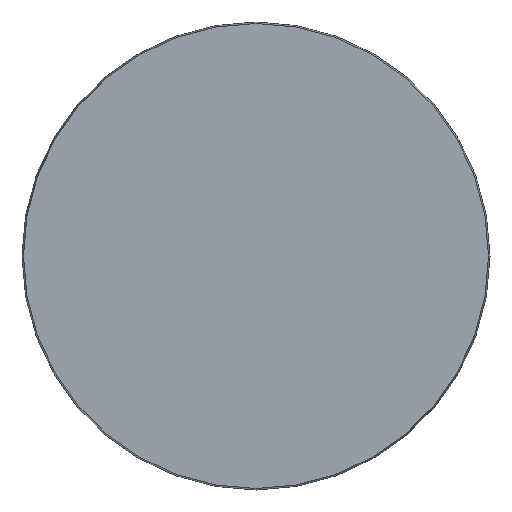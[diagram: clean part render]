
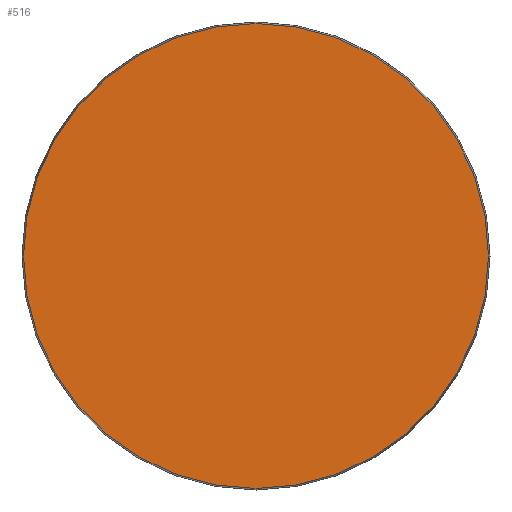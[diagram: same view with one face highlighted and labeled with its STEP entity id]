
A CAD part, front view. The second image highlights one B-rep face of the part: STEP entity #516.
In plain terms, the highlighted planar face has unit normal (0, -1, 0).
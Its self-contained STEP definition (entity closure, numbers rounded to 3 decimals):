
#1 = DIRECTION ( 'NONE',  ( 0., -1., 0. ) ) ;
#40 = CIRCLE ( 'NONE', #132, 88.425 ) ;
#132 = AXIS2_PLACEMENT_3D ( 'NONE', #575, #1, #233 ) ;
#190 = VERTEX_POINT ( 'NONE', #417 ) ;
#213 = CARTESIAN_POINT ( 'NONE',  ( -88.425, 0., 0. ) ) ;
#233 = DIRECTION ( 'NONE',  ( 0., 0., -1. ) ) ;
#283 = FACE_OUTER_BOUND ( 'NONE', #374, .T. ) ;
#315 = ORIENTED_EDGE ( 'NONE', *, *, #697, .T. ) ;
#347 = AXIS2_PLACEMENT_3D ( 'NONE', #213, #452, #748 ) ;
#374 = EDGE_LOOP ( 'NONE', ( #315 ) ) ;
#417 = CARTESIAN_POINT ( 'NONE',  ( 0., 0., -88.425 ) ) ;
#452 = DIRECTION ( 'NONE',  ( 0., 1., 0. ) ) ;
#516 = ADVANCED_FACE ( 'NONE', ( #283 ), #614, .F. ) ;
#575 = CARTESIAN_POINT ( 'NONE',  ( 0., 0., 0. ) ) ;
#614 = PLANE ( 'NONE',  #347 ) ;
#697 = EDGE_CURVE ( 'NONE', #190, #190, #40, .T. ) ;
#748 = DIRECTION ( 'NONE',  ( 0., 0., 1. ) ) ;
